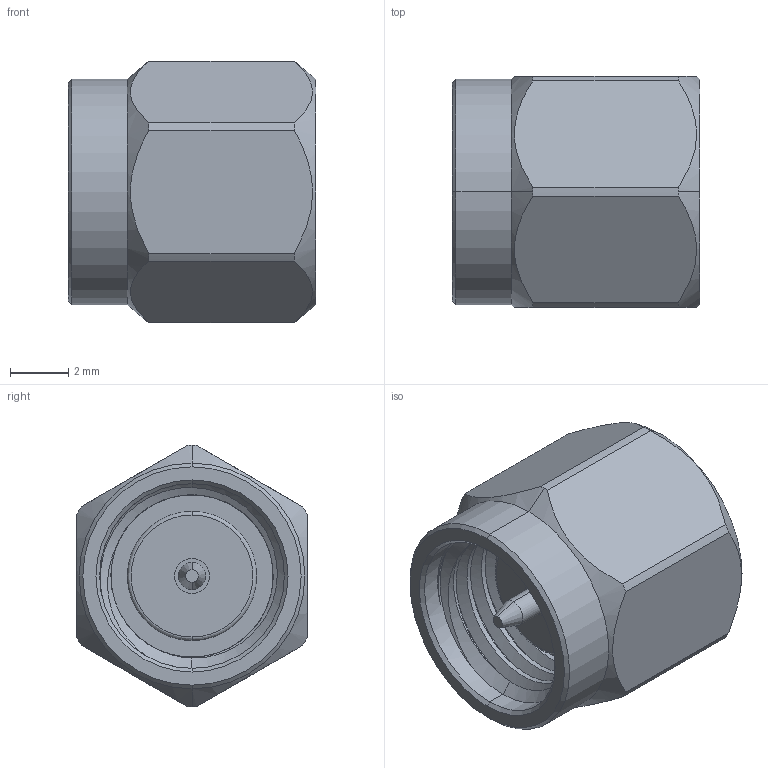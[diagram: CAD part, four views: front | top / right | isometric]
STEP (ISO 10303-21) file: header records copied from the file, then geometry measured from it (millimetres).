
FILE_DESCRIPTION (( 'STEP AP203' ), '1' );
FILE_NAME ('PE6006.step', '2019-02-25T21:54:08', ( '' ), ( '' ), 'SwSTEP 2.0', 'SolidWorks 2017', '' );
FILE_SCHEMA (( 'CONFIG_CONTROL_DESIGN' ));
Length unit declared in the file: inch
Products named in the file (1): PE6006
Bounding box: 8.51 x 7.94 x 8.99 mm (x, y, z)
Volume: 341.6 mm3; surface area: 503.1 mm2
Topology: 1 solids, 1 shells, 59 faces, 145 edges, 92 vertices
Faces by surface type: cylinder 29, cone 13, plane 12, bspline 5
Entity records: 3777 total; most frequent: CARTESIAN_POINT 2398, ORIENTED_EDGE 290, DIRECTION 253, EDGE_CURVE 145, AXIS2_PLACEMENT_3D 103, VERTEX_POINT 92, EDGE_LOOP 63, ADVANCED_FACE 59
